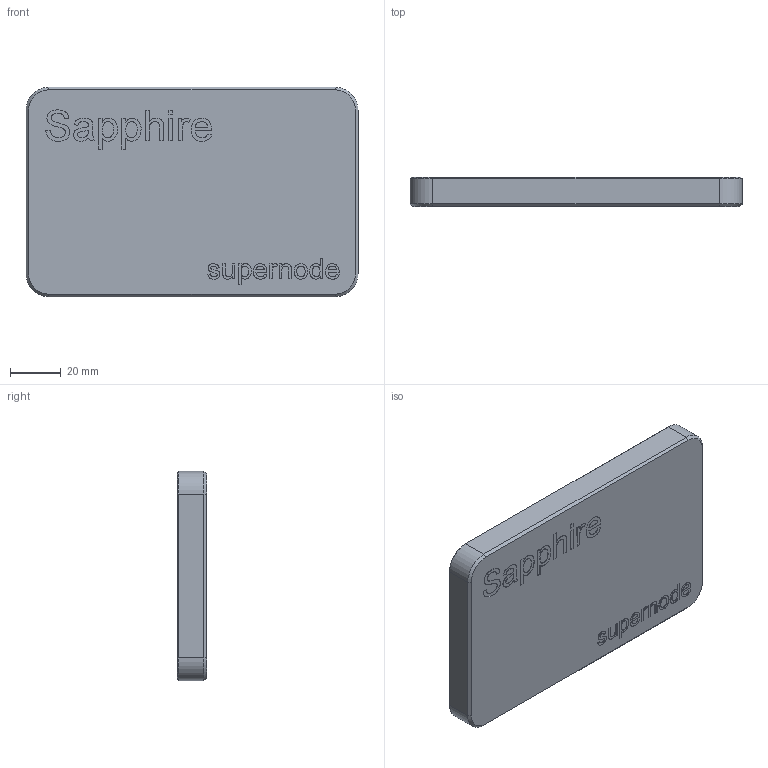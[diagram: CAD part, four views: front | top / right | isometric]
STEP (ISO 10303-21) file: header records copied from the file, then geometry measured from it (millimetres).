
FILE_DESCRIPTION (( 'STEP AP214' ), '1' );
FILE_NAME ('DisplayCoverSapphire.STEP', '2025-07-04T21:05:57', ( '' ), ( '' ), 'SwSTEP 2.0', 'SolidWorks 2024', '' );
FILE_SCHEMA (( 'AUTOMOTIVE_DESIGN' ));
Length unit declared in the file: millimetre
Products named in the file (1): DisplayCoverSapphire
Bounding box: 130.25 x 11.4 x 82.15 mm (x, y, z)
Volume: 18643 mm3; surface area: 29672.4 mm2
Topology: 1 solids, 1 shells, 312 faces, 806 edges, 524 vertices
Faces by surface type: bspline 145, plane 139, cone 16, cylinder 12
Entity records: 16439 total; most frequent: CARTESIAN_POINT 9788, ORIENTED_EDGE 1612, DIRECTION 888, EDGE_CURVE 806, VERTEX_POINT 524, VECTOR 480, LINE 480, EDGE_LOOP 340
